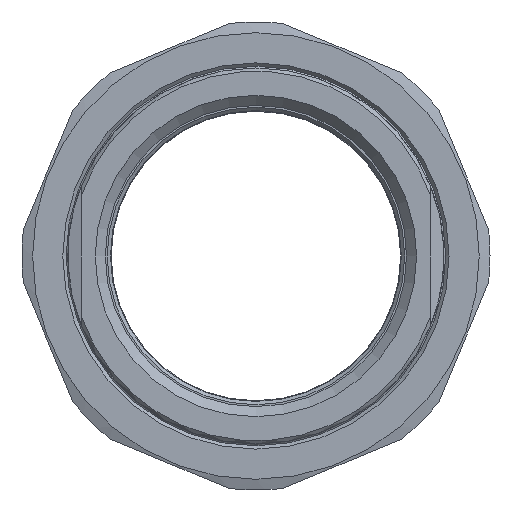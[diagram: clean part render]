
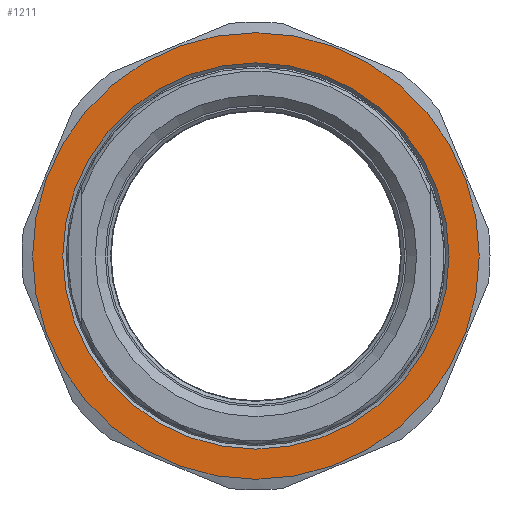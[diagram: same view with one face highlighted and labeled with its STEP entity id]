
A CAD part, left-side view. The second image highlights one B-rep face of the part: STEP entity #1211.
In plain terms, the highlighted planar face has unit normal (-1, 0, 0).
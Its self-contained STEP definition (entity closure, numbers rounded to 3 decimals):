
#48=FACE_BOUND('',#225,.T.);
#109=PLANE('',#1382);
#149=FACE_OUTER_BOUND('',#224,.T.);
#224=EDGE_LOOP('',(#913));
#225=EDGE_LOOP('',(#914));
#428=CIRCLE('',#1369,33.25);
#430=CIRCLE('',#1377,28.75);
#541=VERTEX_POINT('',#2032);
#543=VERTEX_POINT('',#2086);
#664=EDGE_CURVE('',#541,#541,#428,.T.);
#681=EDGE_CURVE('',#543,#543,#430,.T.);
#913=ORIENTED_EDGE('',*,*,#664,.T.);
#914=ORIENTED_EDGE('',*,*,#681,.F.);
#1211=ADVANCED_FACE('',(#149,#48),#109,.F.);
#1369=AXIS2_PLACEMENT_3D('',#2034,#1599,#1600);
#1377=AXIS2_PLACEMENT_3D('',#2087,#1616,#1617);
#1382=AXIS2_PLACEMENT_3D('',#2097,#1628,#1629);
#1599=DIRECTION('center_axis',(-1.,0.,0.));
#1600=DIRECTION('ref_axis',(0.,1.,0.));
#1616=DIRECTION('center_axis',(-1.,0.,0.));
#1617=DIRECTION('ref_axis',(0.,-1.,0.));
#1628=DIRECTION('center_axis',(1.,0.,0.));
#1629=DIRECTION('ref_axis',(0.,0.,-1.));
#2032=CARTESIAN_POINT('',(-20.,-33.25,0.));
#2034=CARTESIAN_POINT('Origin',(-20.,0.,0.));
#2086=CARTESIAN_POINT('',(-20.,28.75,0.));
#2087=CARTESIAN_POINT('Origin',(-20.,0.,0.));
#2097=CARTESIAN_POINT('Origin',(-20.,0.,0.));
